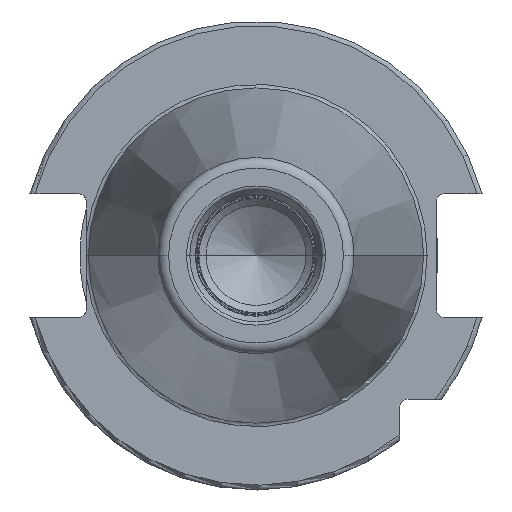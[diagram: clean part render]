
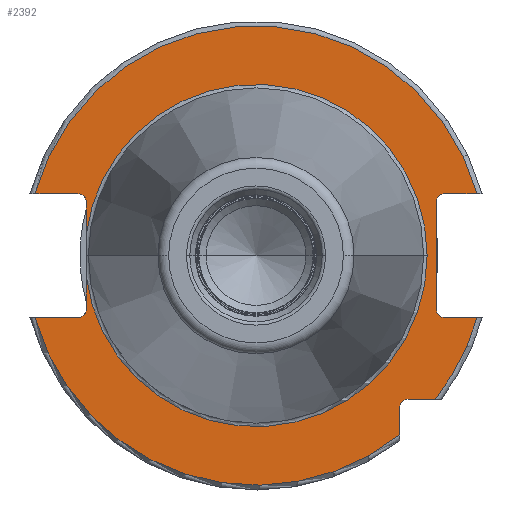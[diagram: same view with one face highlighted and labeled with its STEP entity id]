
A CAD part, left-side view. The second image highlights one B-rep face of the part: STEP entity #2392.
In plain terms, the highlighted planar face has unit normal (-1, 0, 0).
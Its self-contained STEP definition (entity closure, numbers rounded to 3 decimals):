
#105=CARTESIAN_POINT('',(3.2,35.3,-4.415));
#117=CARTESIAN_POINT('',(3.2,0.,0.));
#118=DIRECTION('',(-1.,0.,0.));
#119=DIRECTION('',(0.,0.992,-0.124));
#120=AXIS2_PLACEMENT_3D('',#117,#118,#119);
#139=CARTESIAN_POINT('',(3.2,37.05,-11.15));
#140=DIRECTION('',(1.,0.,0.));
#141=DIRECTION('',(0.,-1.,0.));
#142=AXIS2_PLACEMENT_3D('',#139,#140,#141);
#449=CARTESIAN_POINT('',(3.2,-39.25,-11.15));
#450=DIRECTION('',(1.,0.,0.));
#451=DIRECTION('',(0.,0.,-1.));
#452=AXIS2_PLACEMENT_3D('',#449,#450,#451);
#515=DIRECTION('',(0.,1.,0.));
#516=VECTOR('',#515,6.711);
#517=CARTESIAN_POINT('',(3.2,-45.961,12.9));
#518=LINE('',#517,#516);
#519=DIRECTION('',(0.,0.,1.));
#520=VECTOR('',#519,22.3);
#521=CARTESIAN_POINT('',(3.2,-37.5,-11.15));
#522=LINE('',#521,#520);
#523=DIRECTION('',(0.,1.,0.));
#524=VECTOR('',#523,6.711);
#525=CARTESIAN_POINT('',(3.2,-45.961,-12.9));
#526=LINE('',#525,#524);
#527=CARTESIAN_POINT('',(3.2,0.,0.));
#528=DIRECTION('',(-1.,0.,0.));
#529=DIRECTION('',(0.,-0.78,-0.625));
#530=AXIS2_PLACEMENT_3D('',#527,#528,#529);
#532=DIRECTION('',(0.,-1.,0.));
#533=VECTOR('',#532,5.654);
#534=CARTESIAN_POINT('',(3.2,-31.6,-29.85));
#535=LINE('',#534,#533);
#536=DIRECTION('',(0.,0.,1.));
#537=VECTOR('',#536,5.654);
#538=CARTESIAN_POINT('',(3.2,-29.85,-37.254));
#539=LINE('',#538,#537);
#540=CARTESIAN_POINT('',(3.2,0.,0.));
#541=DIRECTION('',(-1.,0.,0.));
#542=DIRECTION('',(0.,0.963,-0.27));
#543=AXIS2_PLACEMENT_3D('',#540,#541,#542);
#545=DIRECTION('',(0.,-1.,0.));
#546=VECTOR('',#545,8.911);
#547=CARTESIAN_POINT('',(3.2,45.961,-12.9));
#548=LINE('',#547,#546);
#549=DIRECTION('',(0.,0.,-1.));
#550=VECTOR('',#549,6.735);
#551=CARTESIAN_POINT('',(3.2,35.3,-4.415));
#552=LINE('',#551,#550);
#553=DIRECTION('',(0.,0.,-1.));
#554=VECTOR('',#553,6.735);
#555=CARTESIAN_POINT('',(3.2,35.3,11.15));
#556=LINE('',#555,#554);
#557=DIRECTION('',(0.,-1.,0.));
#558=VECTOR('',#557,8.911);
#559=CARTESIAN_POINT('',(3.2,45.961,12.9));
#560=LINE('',#559,#558);
#561=CARTESIAN_POINT('',(3.2,0.,0.));
#562=DIRECTION('',(1.,0.,0.));
#563=DIRECTION('',(0.,0.963,0.27));
#564=AXIS2_PLACEMENT_3D('',#561,#562,#563);
#575=CARTESIAN_POINT('',(3.2,-39.25,11.15));
#576=DIRECTION('',(1.,0.,0.));
#577=DIRECTION('',(0.,1.,0.));
#578=AXIS2_PLACEMENT_3D('',#575,#576,#577);
#589=CARTESIAN_POINT('',(3.2,45.961,12.9));
#596=CARTESIAN_POINT('',(3.2,-45.961,12.9));
#616=CARTESIAN_POINT('',(3.2,37.05,11.15));
#617=DIRECTION('',(1.,0.,0.));
#618=DIRECTION('',(0.,0.,1.));
#619=AXIS2_PLACEMENT_3D('',#616,#617,#618);
#1000=CARTESIAN_POINT('',(3.2,-31.6,-31.6));
#1001=DIRECTION('',(1.,0.,0.));
#1002=DIRECTION('',(0.,1.,0.));
#1003=AXIS2_PLACEMENT_3D('',#1000,#1001,#1002);
#1009=CARTESIAN_POINT('',(3.2,45.961,-12.9));
#1044=CARTESIAN_POINT('',(3.2,-45.961,-12.9));
#1051=CARTESIAN_POINT('',(3.2,-37.254,-29.85));
#1190=CARTESIAN_POINT('',(3.2,35.3,4.415));
#1201=CARTESIAN_POINT('',(3.2,0.,0.));
#1202=DIRECTION('',(1.,0.,0.));
#1203=DIRECTION('',(0.,0.992,0.124));
#1204=AXIS2_PLACEMENT_3D('',#1201,#1202,#1203);
#1424=CARTESIAN_POINT('',(3.2,-35.575,0.));
#1426=VERTEX_POINT('',#1424);
#1550=VERTEX_POINT('',#1190);
#1552=VERTEX_POINT('',#105);
#1555=VERTEX_POINT('',#589);
#1556=VERTEX_POINT('',#596);
#1559=VERTEX_POINT('',#1009);
#1560=VERTEX_POINT('',#1044);
#1583=CARTESIAN_POINT('',(3.2,-29.85,-37.254));
#1584=VERTEX_POINT('',#1583);
#1586=CARTESIAN_POINT('',(3.2,-37.5,-11.15));
#1588=VERTEX_POINT('',#1586);
#1590=CARTESIAN_POINT('',(3.2,-39.25,-12.9));
#1592=VERTEX_POINT('',#1590);
#1594=CARTESIAN_POINT('',(3.2,-39.25,12.9));
#1596=VERTEX_POINT('',#1594);
#1598=CARTESIAN_POINT('',(3.2,-37.5,11.15));
#1600=VERTEX_POINT('',#1598);
#1602=CARTESIAN_POINT('',(3.2,37.05,12.9));
#1604=VERTEX_POINT('',#1602);
#1606=CARTESIAN_POINT('',(3.2,37.05,-12.9));
#1608=VERTEX_POINT('',#1606);
#1609=CARTESIAN_POINT('',(3.2,35.3,11.15));
#1610=VERTEX_POINT('',#1609);
#1611=CARTESIAN_POINT('',(3.2,35.3,-11.15));
#1612=VERTEX_POINT('',#1611);
#1617=CARTESIAN_POINT('',(3.2,-29.85,-31.6));
#1618=CARTESIAN_POINT('',(3.2,-31.6,-29.85));
#1619=VERTEX_POINT('',#1617);
#1620=VERTEX_POINT('',#1618);
#1691=VERTEX_POINT('',#1051);
#2355=CARTESIAN_POINT('',(3.2,0.,0.));
#2356=DIRECTION('',(1.,0.,0.));
#2357=DIRECTION('',(0.,-1.,0.));
#2358=AXIS2_PLACEMENT_3D('',#2355,#2356,#2357);
#2359=PLANE('',#2358);
#2361=ORIENTED_EDGE('',*,*,#2360,.T.);
#2363=ORIENTED_EDGE('',*,*,#2362,.F.);
#2364=ORIENTED_EDGE('',*,*,#2238,.F.);
#2365=ORIENTED_EDGE('',*,*,#2254,.F.);
#2366=ORIENTED_EDGE('',*,*,#2288,.F.);
#2368=ORIENTED_EDGE('',*,*,#2367,.F.);
#2370=ORIENTED_EDGE('',*,*,#2369,.F.);
#2372=ORIENTED_EDGE('',*,*,#2371,.F.);
#2374=ORIENTED_EDGE('',*,*,#2373,.F.);
#2376=ORIENTED_EDGE('',*,*,#2375,.F.);
#2377=ORIENTED_EDGE('',*,*,#2328,.T.);
#2378=ORIENTED_EDGE('',*,*,#1882,.F.);
#2379=ORIENTED_EDGE('',*,*,#1867,.F.);
#2380=ORIENTED_EDGE('',*,*,#1838,.T.);
#2382=ORIENTED_EDGE('',*,*,#2381,.F.);
#2383=ORIENTED_EDGE('',*,*,#1862,.F.);
#2385=ORIENTED_EDGE('',*,*,#2384,.F.);
#2387=ORIENTED_EDGE('',*,*,#2386,.F.);
#2389=ORIENTED_EDGE('',*,*,#2388,.T.);
#2390=EDGE_LOOP('',(#2361,#2363,#2364,#2365,#2366,#2368,#2370,#2372,#2374,#2376,
#2377,#2378,#2379,#2380,#2382,#2383,#2385,#2387,#2389));
#2391=FACE_OUTER_BOUND('',#2390,.F.);
#2392=ADVANCED_FACE('',(#2391),#2359,.F.);
#121=CIRCLE('',#120,35.575);
#143=CIRCLE('',#142,1.75);
#453=CIRCLE('',#452,1.75);
#531=CIRCLE('',#530,47.738);
#544=CIRCLE('',#543,47.738);
#565=CIRCLE('',#564,47.738);
#579=CIRCLE('',#578,1.75);
#620=CIRCLE('',#619,1.75);
#1004=CIRCLE('',#1003,1.75);
#1205=CIRCLE('',#1204,35.575);
#1838=EDGE_CURVE('',#1552,#1426,#121,.T.);
#1862=EDGE_CURVE('',#1610,#1550,#556,.T.);
#1867=EDGE_CURVE('',#1552,#1612,#552,.T.);
#1882=EDGE_CURVE('',#1612,#1608,#143,.T.);
#2238=EDGE_CURVE('',#1588,#1600,#522,.T.);
#2254=EDGE_CURVE('',#1592,#1588,#453,.T.);
#2288=EDGE_CURVE('',#1560,#1592,#526,.T.);
#2328=EDGE_CURVE('',#1559,#1608,#548,.T.);
#2360=EDGE_CURVE('',#1556,#1596,#518,.T.);
#2362=EDGE_CURVE('',#1600,#1596,#579,.T.);
#2367=EDGE_CURVE('',#1691,#1560,#531,.T.);
#2369=EDGE_CURVE('',#1620,#1691,#535,.T.);
#2371=EDGE_CURVE('',#1619,#1620,#1004,.T.);
#2373=EDGE_CURVE('',#1584,#1619,#539,.T.);
#2375=EDGE_CURVE('',#1559,#1584,#544,.T.);
#2381=EDGE_CURVE('',#1550,#1426,#1205,.T.);
#2384=EDGE_CURVE('',#1604,#1610,#620,.T.);
#2386=EDGE_CURVE('',#1555,#1604,#560,.T.);
#2388=EDGE_CURVE('',#1555,#1556,#565,.T.);
